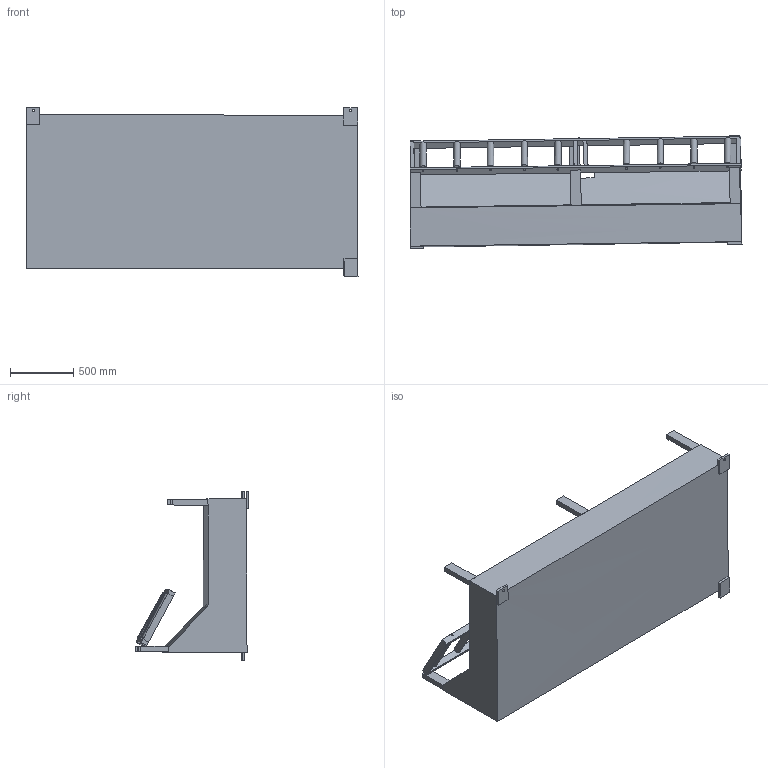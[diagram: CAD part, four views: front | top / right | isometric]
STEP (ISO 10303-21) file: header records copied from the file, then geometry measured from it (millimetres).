
FILE_DESCRIPTION(('STEP AP214'),'1');
FILE_NAME('M1 90%.stp','2022-08-30T20:31:48',(' '),(' '),'Spatial InterOp 3D',' ',' ');
FILE_SCHEMA(('AUTOMOTIVE_DESIGN { 1 0 10303 214 1 1 1 1 }'));
Length unit declared in the file: millimetre
Products named in the file (1): 1
Bounding box: 2616.84 x 893.43 x 1335.91 mm (x, y, z)
Volume: 1139526616.3 mm3; surface area: 12148886.1 mm2
Topology: 19 solids, 19 shells, 167 faces, 324 edges, 214 vertices
Faces by surface type: plane 105, bspline 33, cylinder 29
Full cylindrical faces by diameter (mm): 10.866 x1, 11.32 x1, 11.361 x1, 11.86 x1, 12.301 x1, 12.417 x1, 12.508 x1, 12.915 x1, 13.021 x1, 13.436 x1, 13.797 x1, 13.89 x1, 14.915 x1, 15.622 x1, 16.111 x1, 16.408 x1, 16.554 x1, 17.814 x1, 18.557 x1, 19.95 x1, 49.958 x2, 49.974 x1, 50.056 x1, 50.067 x1, 50.08 x1, 50.085 x1, 50.086 x1, 50.097 x1
Entity records: 4769 total; most frequent: CARTESIAN_POINT 1565, ORIENTED_EDGE 590, DIRECTION 577, EDGE_CURVE 295, EDGE_LOOP 221, VERTEX_POINT 214, AXIS2_PLACEMENT_3D 211, FACE_OUTER_BOUND 196
